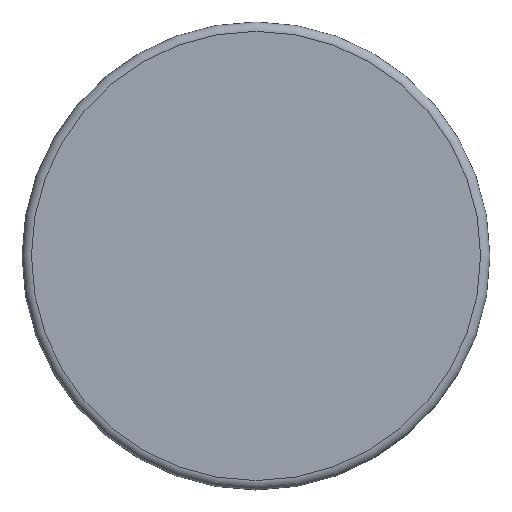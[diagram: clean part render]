
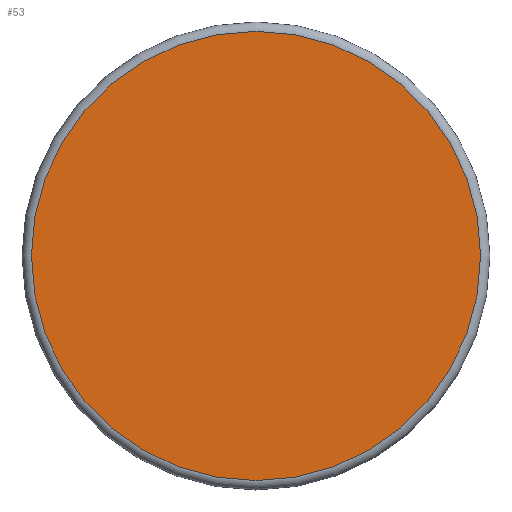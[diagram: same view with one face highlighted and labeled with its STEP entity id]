
A CAD part, top view. The second image highlights one B-rep face of the part: STEP entity #53.
In plain terms, the highlighted planar face has unit normal (0, 0, 1).
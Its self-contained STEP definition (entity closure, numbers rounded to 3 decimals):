
#53 = ADVANCED_FACE( '', ( #116 ), #117, .F. );
#116 = FACE_OUTER_BOUND( '', #189, .T. );
#117 = PLANE( '', #190 );
#189 = EDGE_LOOP( '', ( #268 ) );
#190 = AXIS2_PLACEMENT_3D( '', #269, #270, #271 );
#268 = ORIENTED_EDGE( '', *, *, #343, .T. );
#269 = CARTESIAN_POINT( '', ( 25., 0., 16.5 ) );
#270 = DIRECTION( '', ( 0., 0., -1. ) );
#271 = DIRECTION( '', ( -1., 0., 0. ) );
#343 = EDGE_CURVE( '', #383, #383, #384, .F. );
#383 = VERTEX_POINT( '', #432 );
#384 = CIRCLE( '', #433, 24. );
#432 = CARTESIAN_POINT( '', ( -24., 0., 16.5 ) );
#433 = AXIS2_PLACEMENT_3D( '', #483, #484, #485 );
#483 = CARTESIAN_POINT( '', ( 0., 0., 16.5 ) );
#484 = DIRECTION( '', ( 0., 0., -1. ) );
#485 = DIRECTION( '', ( -1., 0., 0. ) );
